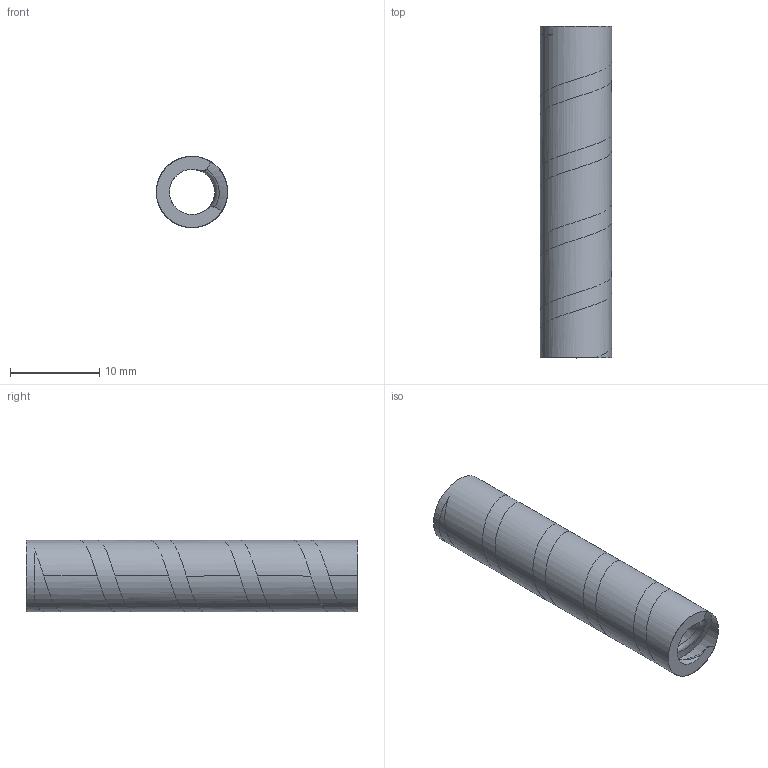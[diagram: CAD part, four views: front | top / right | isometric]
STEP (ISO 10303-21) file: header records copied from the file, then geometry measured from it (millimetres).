
FILE_DESCRIPTION(/* description */ (''),/* implementation_level */ '2;1');
FILE_NAME(/* name */ 'MRF-HUSILLO.step',/* time_stamp */ '2022-05-21T21:07:41+02:00',/* author */ (''),/* organization */ (''),/* preprocessor_version */ 'ST-DEVELOPER v18.1',/* originating_system */ 'Autodesk Translation Framework v10.14.0.1471',/* authorisation */ '');
FILE_SCHEMA (('AUTOMOTIVE_DESIGN { 1 0 10303 214 3 1 1 }'));
Length unit declared in the file: millimetre
Products named in the file (1): MRF-HUSILLO
Bounding box: 8.01 x 37.28 x 8.01 mm (x, y, z)
Volume: 698.7 mm3; surface area: 2402 mm2
Topology: 1 solids, 2 shells, 20 faces, 55 edges, 36 vertices
Faces by surface type: cylinder 7, cone 7, bspline 4, plane 2
Full cylindrical faces by diameter (mm): 8 x4
Entity records: 1902 total; most frequent: CARTESIAN_POINT 1414, ORIENTED_EDGE 108, DIRECTION 70, EDGE_CURVE 55, VERTEX_POINT 36, B_SPLINE_CURVE_WITH_KNOTS 30, AXIS2_PLACEMENT_3D 28, EDGE_LOOP 21
